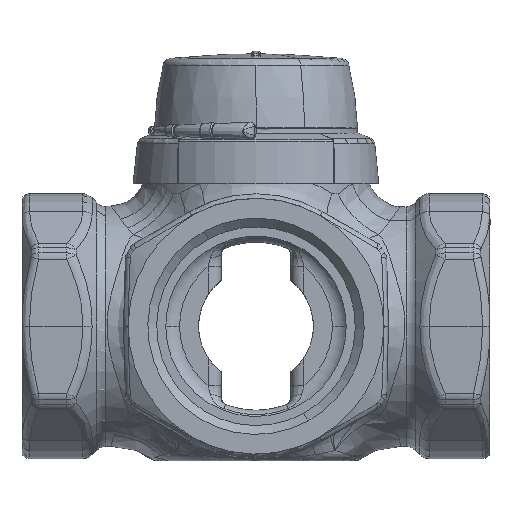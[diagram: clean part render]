
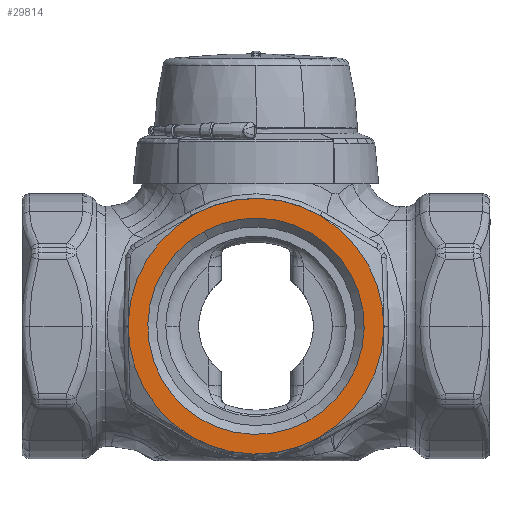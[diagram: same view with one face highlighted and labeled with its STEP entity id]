
A CAD part, left-side view. The second image highlights one B-rep face of the part: STEP entity #29814.
In plain terms, the highlighted planar face has unit normal (-1, 0, 0).
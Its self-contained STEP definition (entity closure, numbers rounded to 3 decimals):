
#28023=AXIS2_PLACEMENT_3D('Circle Axis2P3D',#28021,#28022,$) ;
#28070=AXIS2_PLACEMENT_3D('Circle Axis2P3D',#28068,#28069,$) ;
#29478=AXIS2_PLACEMENT_3D('Circle Axis2P3D',#29476,#29477,$) ;
#29502=AXIS2_PLACEMENT_3D('Circle Axis2P3D',#29500,#29501,$) ;
#29804=AXIS2_PLACEMENT_3D('Plane Axis2P3D',#29801,#29802,#29803) ;
#27987=CARTESIAN_POINT('Vertex',(-53.,-13.886,-25.418)) ;
#28018=CARTESIAN_POINT('Vertex',(-53.,13.886,25.418)) ;
#28021=CARTESIAN_POINT('Axis2P3D Location',(-53.,0.,0.)) ;
#28068=CARTESIAN_POINT('Axis2P3D Location',(-53.,0.,0.)) ;
#29473=CARTESIAN_POINT('Vertex',(-53.,-11.746,-21.501)) ;
#29476=CARTESIAN_POINT('Axis2P3D Location',(-53.,0.,0.)) ;
#29480=CARTESIAN_POINT('Vertex',(-53.,11.746,21.501)) ;
#29500=CARTESIAN_POINT('Axis2P3D Location',(-53.,0.,0.)) ;
#29801=CARTESIAN_POINT('Axis2P3D Location',(-53.,0.,40.038)) ;
#28022=DIRECTION('Axis2P3D Direction',(1.,0.,0.)) ;
#28069=DIRECTION('Axis2P3D Direction',(1.,0.,0.)) ;
#29477=DIRECTION('Axis2P3D Direction',(-1.,0.,0.)) ;
#29501=DIRECTION('Axis2P3D Direction',(-1.,0.,0.)) ;
#29802=DIRECTION('Axis2P3D Direction',(-1.,0.,0.)) ;
#29803=DIRECTION('Axis2P3D XDirection',(0.,1.,0.)) ;
#29807=ORIENTED_EDGE('',*,*,#28072,.T.) ;
#29808=ORIENTED_EDGE('',*,*,#28025,.T.) ;
#29811=ORIENTED_EDGE('',*,*,#29504,.F.) ;
#29812=ORIENTED_EDGE('',*,*,#29482,.F.) ;
#29813=FACE_BOUND('',#29810,.T.) ;
#29814=ADVANCED_FACE('',(#29809,#29813),#29805,.T.) ;
#28024=CIRCLE('generated circle',#28023,28.964) ;
#28071=CIRCLE('generated circle',#28070,28.964) ;
#29479=CIRCLE('generated circle',#29478,24.5) ;
#29503=CIRCLE('generated circle',#29502,24.5) ;
#28025=EDGE_CURVE('',#27988,#28019,#28024,.F.) ;
#28072=EDGE_CURVE('',#28019,#27988,#28071,.F.) ;
#29482=EDGE_CURVE('',#29474,#29481,#29479,.T.) ;
#29504=EDGE_CURVE('',#29481,#29474,#29503,.T.) ;
#29806=EDGE_LOOP('',(#29807,#29808)) ;
#29810=EDGE_LOOP('',(#29811,#29812)) ;
#29809=FACE_OUTER_BOUND('',#29806,.T.) ;
#29805=PLANE('Plane',#29804) ;
#27988=VERTEX_POINT('',#27987) ;
#28019=VERTEX_POINT('',#28018) ;
#29474=VERTEX_POINT('',#29473) ;
#29481=VERTEX_POINT('',#29480) ;
